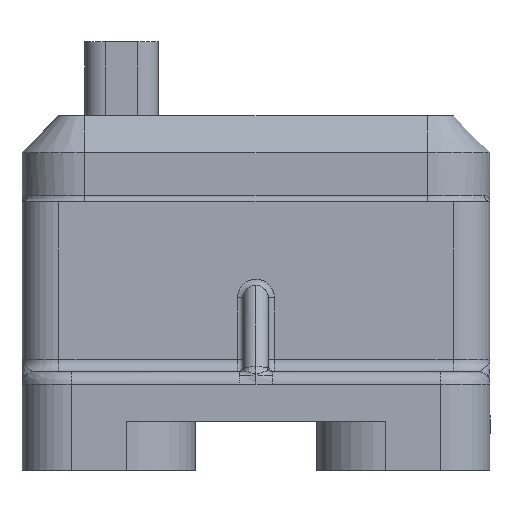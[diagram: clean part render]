
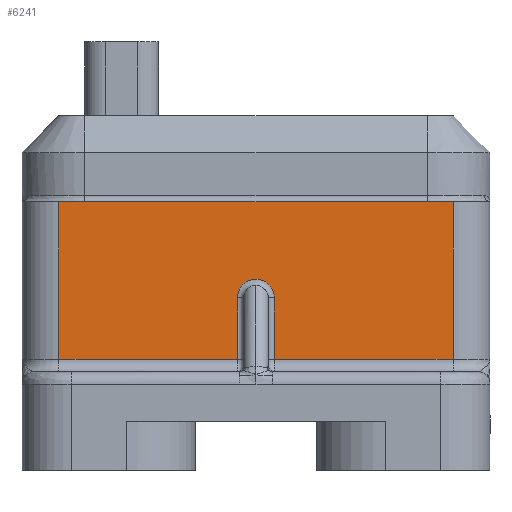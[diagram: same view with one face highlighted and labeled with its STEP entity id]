
A CAD part, front view. The second image highlights one B-rep face of the part: STEP entity #6241.
In plain terms, the highlighted planar face has unit normal (0, -1, 0).
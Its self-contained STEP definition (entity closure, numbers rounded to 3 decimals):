
#276 = CARTESIAN_POINT ( 'NONE',  ( 0.121, -19.685, 14.605 ) ) ;
#324 = ORIENTED_EDGE ( 'NONE', *, *, #3662, .F. ) ;
#337 = CARTESIAN_POINT ( 'NONE',  ( 1.905, -19.685, 5.08 ) ) ;
#355 = EDGE_CURVE ( 'NONE', #7279, #6404, #2015, .T. ) ;
#362 = DIRECTION ( 'NONE',  ( 1., 0., 0. ) ) ;
#507 = ORIENTED_EDGE ( 'NONE', *, *, #5537, .F. ) ;
#567 = LINE ( 'NONE', #6024, #1718 ) ;
#642 = EDGE_CURVE ( 'NONE', #6404, #7927, #4321, .T. ) ;
#721 = CARTESIAN_POINT ( 'NONE',  ( -0.909, -19.685, 14.377 ) ) ;
#776 = CARTESIAN_POINT ( 'NONE',  ( -1.808, -19.685, 13.302 ) ) ;
#877 = CARTESIAN_POINT ( 'NONE',  ( 1.161, -19.685, 14.233 ) ) ;
#909 = CARTESIAN_POINT ( 'NONE',  ( 1.746, -19.685, 13.462 ) ) ;
#921 = DIRECTION ( 'NONE',  ( 0., 0., -1. ) ) ;
#929 = CARTESIAN_POINT ( 'NONE',  ( 24.13, -19.685, 5.08 ) ) ;
#1281 = LINE ( 'NONE', #1511, #2769 ) ;
#1420 = CARTESIAN_POINT ( 'NONE',  ( 0.945, -19.685, 14.375 ) ) ;
#1449 = CARTESIAN_POINT ( 'NONE',  ( 0.673, -19.685, 14.482 ) ) ;
#1463 = EDGE_CURVE ( 'NONE', #2253, #6667, #567, .T. ) ;
#1501 = CARTESIAN_POINT ( 'NONE',  ( 0.502, -19.685, 14.54 ) ) ;
#1506 = CARTESIAN_POINT ( 'NONE',  ( 24.13, -19.685, 6.35 ) ) ;
#1511 = CARTESIAN_POINT ( 'NONE',  ( -1.905, -19.685, 5.08 ) ) ;
#1555 = DIRECTION ( 'NONE',  ( 0., 0., 1. ) ) ;
#1588 = ORIENTED_EDGE ( 'NONE', *, *, #355, .T. ) ;
#1640 = AXIS2_PLACEMENT_3D ( 'NONE', #929, #5327, #5353 ) ;
#1718 = VECTOR ( 'NONE', #362, 1000. ) ;
#1774 = CARTESIAN_POINT ( 'NONE',  ( 20.32, -19.685, 2.54 ) ) ;
#1871 = CARTESIAN_POINT ( 'NONE',  ( -1.905, -19.685, 6.35 ) ) ;
#1915 = CARTESIAN_POINT ( 'NONE',  ( -1.782, -19.685, 13.373 ) ) ;
#1995 = CARTESIAN_POINT ( 'NONE',  ( -1.905, -19.685, 12.821 ) ) ;
#2015 = B_SPLINE_CURVE_WITH_KNOTS ( 'NONE', 3,
 ( #5059, #1995, #4526, #6409, #776, #5692, #1915, #6336, #2554, #5087, #7608, #4463, #721, #7780, #3899, #5931, #4005, #5223, #4632, #276, #5254, #1501, #7088, #2125, #1449, #6548, #1420, #877, #3282, #3925, #2098, #3378, #909, #5843, #5821, #2665, #7701, #2694 ),
 .UNSPECIFIED., .F., .F.,
 ( 4, 1, 1, 1, 2, 2, 2, 1, 1, 1, 2, 2, 2, 1, 1, 1, 2, 2, 2, 1, 1, 1, 2, 2, 4 ),
 ( 0., 0.063, 0.094, 0.109, 0.117, 0.125, 0.25, 0.312, 0.344, 0.359, 0.367, 0.375, 0.5, 0.562, 0.594, 0.609, 0.617, 0.625, 0.75, 0.812, 0.844, 0.859, 0.867, 0.875, 1. ),
 .UNSPECIFIED. ) ;
#2097 = CARTESIAN_POINT ( 'NONE',  ( 20.32, -19.685, 6.35 ) ) ;
#2098 = CARTESIAN_POINT ( 'NONE',  ( 1.677, -19.685, 13.609 ) ) ;
#2125 = CARTESIAN_POINT ( 'NONE',  ( 0.645, -19.685, 14.493 ) ) ;
#2128 = ORIENTED_EDGE ( 'NONE', *, *, #642, .T. ) ;
#2162 = ORIENTED_EDGE ( 'NONE', *, *, #7646, .T. ) ;
#2253 = VERTEX_POINT ( 'NONE', #3609 ) ;
#2267 = CARTESIAN_POINT ( 'NONE',  ( 1.905, -19.685, 6.35 ) ) ;
#2454 = ORIENTED_EDGE ( 'NONE', *, *, #5182, .T. ) ;
#2554 = CARTESIAN_POINT ( 'NONE',  ( -1.675, -19.685, 13.645 ) ) ;
#2652 = VECTOR ( 'NONE', #921, 1000. ) ;
#2665 = CARTESIAN_POINT ( 'NONE',  ( 1.86, -19.685, 13.177 ) ) ;
#2694 = CARTESIAN_POINT ( 'NONE',  ( 1.905, -19.685, 12.7 ) ) ;
#2769 = VECTOR ( 'NONE', #5311, 1000. ) ;
#2830 = EDGE_LOOP ( 'NONE', ( #324, #7965, #2454, #1588, #2128, #2162, #3733, #507 ) ) ;
#3077 = VECTOR ( 'NONE', #7067, 1000. ) ;
#3222 = DIRECTION ( 'NONE',  ( 1., 0., 0. ) ) ;
#3282 = CARTESIAN_POINT ( 'NONE',  ( 1.44, -19.685, 13.954 ) ) ;
#3378 = CARTESIAN_POINT ( 'NONE',  ( 1.726, -19.685, 13.507 ) ) ;
#3416 = VECTOR ( 'NONE', #3222, 1000. ) ;
#3609 = CARTESIAN_POINT ( 'NONE',  ( -20.32, -19.685, 6.35 ) ) ;
#3662 = EDGE_CURVE ( 'NONE', #2253, #4926, #7040, .T. ) ;
#3675 = VECTOR ( 'NONE', #1555, 1000. ) ;
#3733 = ORIENTED_EDGE ( 'NONE', *, *, #5945, .F. ) ;
#3899 = CARTESIAN_POINT ( 'NONE',  ( -0.762, -19.685, 14.446 ) ) ;
#3925 = CARTESIAN_POINT ( 'NONE',  ( 1.563, -19.685, 13.804 ) ) ;
#3984 = VECTOR ( 'NONE', #6160, 1000. ) ;
#4005 = CARTESIAN_POINT ( 'NONE',  ( -0.715, -19.685, 14.466 ) ) ;
#4197 = FACE_OUTER_BOUND ( 'NONE', #2830, .T. ) ;
#4277 = CARTESIAN_POINT ( 'NONE',  ( -20.32, -19.685, 22.606 ) ) ;
#4321 = LINE ( 'NONE', #337, #2652 ) ;
#4442 = CARTESIAN_POINT ( 'NONE',  ( 20.32, -19.685, 22.606 ) ) ;
#4463 = CARTESIAN_POINT ( 'NONE',  ( -1.104, -19.685, 14.263 ) ) ;
#4526 = CARTESIAN_POINT ( 'NONE',  ( -1.888, -19.685, 13. ) ) ;
#4632 = CARTESIAN_POINT ( 'NONE',  ( -0.242, -19.685, 14.605 ) ) ;
#4926 = VERTEX_POINT ( 'NONE', #4277 ) ;
#5059 = CARTESIAN_POINT ( 'NONE',  ( -1.905, -19.685, 12.7 ) ) ;
#5087 = CARTESIAN_POINT ( 'NONE',  ( -1.533, -19.685, 13.861 ) ) ;
#5182 = EDGE_CURVE ( 'NONE', #6667, #7279, #1281, .T. ) ;
#5223 = CARTESIAN_POINT ( 'NONE',  ( -0.476, -19.685, 14.56 ) ) ;
#5254 = CARTESIAN_POINT ( 'NONE',  ( 0.299, -19.685, 14.588 ) ) ;
#5311 = DIRECTION ( 'NONE',  ( 0., 0., 1. ) ) ;
#5327 = DIRECTION ( 'NONE',  ( 0., -1., 0. ) ) ;
#5353 = DIRECTION ( 'NONE',  ( 0., 0., -1. ) ) ;
#5502 = LINE ( 'NONE', #1774, #3984 ) ;
#5537 = EDGE_CURVE ( 'NONE', #4926, #6813, #7774, .T. ) ;
#5611 = VERTEX_POINT ( 'NONE', #2097 ) ;
#5692 = CARTESIAN_POINT ( 'NONE',  ( -1.793, -19.685, 13.345 ) ) ;
#5821 = CARTESIAN_POINT ( 'NONE',  ( 1.766, -19.685, 13.415 ) ) ;
#5843 = CARTESIAN_POINT ( 'NONE',  ( 1.759, -19.685, 13.432 ) ) ;
#5931 = CARTESIAN_POINT ( 'NONE',  ( -0.732, -19.685, 14.459 ) ) ;
#5945 = EDGE_CURVE ( 'NONE', #6813, #5611, #5502, .T. ) ;
#6024 = CARTESIAN_POINT ( 'NONE',  ( 24.13, -19.685, 6.35 ) ) ;
#6160 = DIRECTION ( 'NONE',  ( 0., 0., -1. ) ) ;
#6241 = ADVANCED_FACE ( 'NONE', ( #4197 ), #7618, .T. ) ;
#6336 = CARTESIAN_POINT ( 'NONE',  ( -1.777, -19.685, 13.386 ) ) ;
#6404 = VERTEX_POINT ( 'NONE', #7986 ) ;
#6408 = CARTESIAN_POINT ( 'NONE',  ( 12.065, -19.685, 22.606 ) ) ;
#6409 = CARTESIAN_POINT ( 'NONE',  ( -1.839, -19.685, 13.202 ) ) ;
#6548 = CARTESIAN_POINT ( 'NONE',  ( 0.686, -19.685, 14.477 ) ) ;
#6568 = CARTESIAN_POINT ( 'NONE',  ( -20.32, -19.685, 2.54 ) ) ;
#6667 = VERTEX_POINT ( 'NONE', #1871 ) ;
#6813 = VERTEX_POINT ( 'NONE', #4442 ) ;
#7040 = LINE ( 'NONE', #6568, #3675 ) ;
#7067 = DIRECTION ( 'NONE',  ( 1., 0., 0. ) ) ;
#7088 = CARTESIAN_POINT ( 'NONE',  ( 0.602, -19.685, 14.508 ) ) ;
#7279 = VERTEX_POINT ( 'NONE', #7315 ) ;
#7315 = CARTESIAN_POINT ( 'NONE',  ( -1.905, -19.685, 12.7 ) ) ;
#7599 = LINE ( 'NONE', #1506, #3077 ) ;
#7608 = CARTESIAN_POINT ( 'NONE',  ( -1.254, -19.685, 14.14 ) ) ;
#7618 = PLANE ( 'NONE',  #1640 ) ;
#7646 = EDGE_CURVE ( 'NONE', #7927, #5611, #7599, .T. ) ;
#7701 = CARTESIAN_POINT ( 'NONE',  ( 1.905, -19.685, 12.943 ) ) ;
#7774 = LINE ( 'NONE', #6408, #3416 ) ;
#7780 = CARTESIAN_POINT ( 'NONE',  ( -0.807, -19.685, 14.426 ) ) ;
#7927 = VERTEX_POINT ( 'NONE', #2267 ) ;
#7965 = ORIENTED_EDGE ( 'NONE', *, *, #1463, .T. ) ;
#7986 = CARTESIAN_POINT ( 'NONE',  ( 1.905, -19.685, 12.7 ) ) ;
